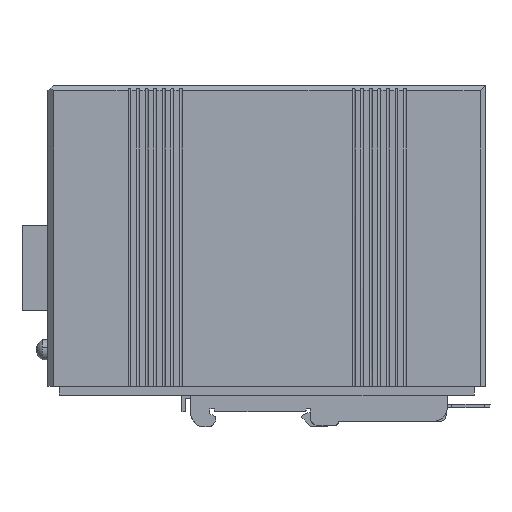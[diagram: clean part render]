
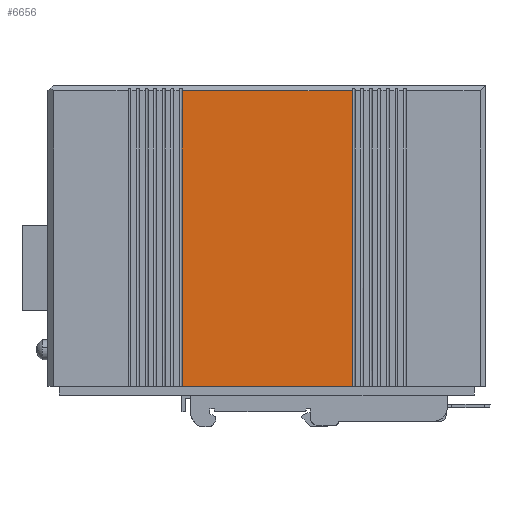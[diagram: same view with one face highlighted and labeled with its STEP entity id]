
A CAD part, left-side view. The second image highlights one B-rep face of the part: STEP entity #6656.
In plain terms, the highlighted planar face has unit normal (-1, 0, 0).
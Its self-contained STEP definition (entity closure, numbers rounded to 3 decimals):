
#6041=AXIS2_PLACEMENT_3D('Plane Axis2P3D',#6038,#6039,#6040) ;
#1984=CARTESIAN_POINT('Vertex',(0.,107.9,117.8)) ;
#1987=CARTESIAN_POINT('Line Origine',(0.,78.1,117.8)) ;
#1991=CARTESIAN_POINT('Vertex',(0.,48.3,117.8)) ;
#6038=CARTESIAN_POINT('Axis2P3D Location',(0.,3.45,14.25)) ;
#6622=CARTESIAN_POINT('Vertex',(0.,107.9,14.25)) ;
#6625=CARTESIAN_POINT('Line Origine',(0.,107.9,66.025)) ;
#6638=CARTESIAN_POINT('Line Origine',(0.,78.1,14.25)) ;
#6642=CARTESIAN_POINT('Vertex',(0.,48.3,14.25)) ;
#6645=CARTESIAN_POINT('Line Origine',(0.,48.3,66.025)) ;
#1988=DIRECTION('Vector Direction',(0.,1.,0.)) ;
#6039=DIRECTION('Axis2P3D Direction',(1.,0.,0.)) ;
#6040=DIRECTION('Axis2P3D XDirection',(0.,1.,0.)) ;
#6626=DIRECTION('Vector Direction',(0.,0.,1.)) ;
#6639=DIRECTION('Vector Direction',(0.,1.,0.)) ;
#6646=DIRECTION('Vector Direction',(0.,0.,1.)) ;
#1989=VECTOR('Line Direction',#1988,1.) ;
#6627=VECTOR('Line Direction',#6626,1.) ;
#6640=VECTOR('Line Direction',#6639,1.) ;
#6647=VECTOR('Line Direction',#6646,1.) ;
#6651=ORIENTED_EDGE('',*,*,#1993,.T.) ;
#6652=ORIENTED_EDGE('',*,*,#6629,.F.) ;
#6653=ORIENTED_EDGE('',*,*,#6644,.F.) ;
#6654=ORIENTED_EDGE('',*,*,#6649,.T.) ;
#6656=ADVANCED_FACE('SWITCH',(#6655),#6042,.F.) ;
#1993=EDGE_CURVE('',#1992,#1985,#1990,.T.) ;
#6629=EDGE_CURVE('',#6623,#1985,#6628,.T.) ;
#6644=EDGE_CURVE('',#6643,#6623,#6641,.T.) ;
#6649=EDGE_CURVE('',#6643,#1992,#6648,.T.) ;
#6650=EDGE_LOOP('',(#6651,#6652,#6653,#6654)) ;
#6655=FACE_OUTER_BOUND('',#6650,.T.) ;
#1990=LINE('Line',#1987,#1989) ;
#6628=LINE('Line',#6625,#6627) ;
#6641=LINE('Line',#6638,#6640) ;
#6648=LINE('Line',#6645,#6647) ;
#6042=PLANE('',#6041) ;
#1985=VERTEX_POINT('',#1984) ;
#1992=VERTEX_POINT('',#1991) ;
#6623=VERTEX_POINT('',#6622) ;
#6643=VERTEX_POINT('',#6642) ;
